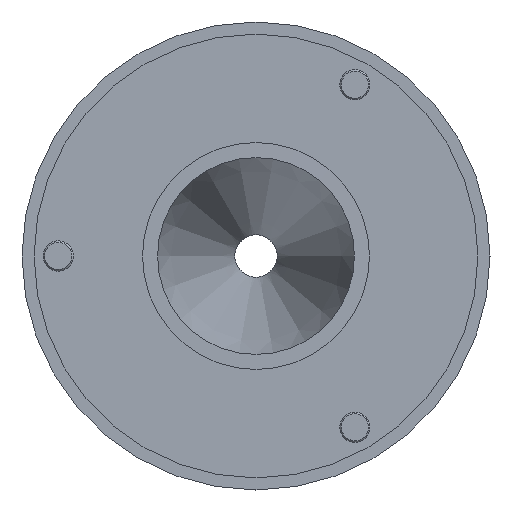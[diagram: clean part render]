
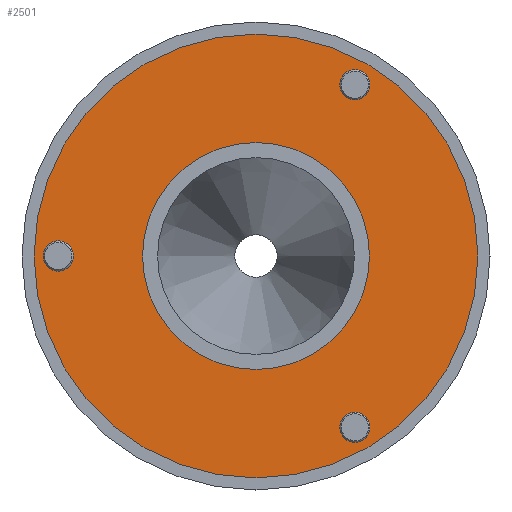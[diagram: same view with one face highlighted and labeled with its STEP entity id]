
A CAD part, front view. The second image highlights one B-rep face of the part: STEP entity #2501.
In plain terms, the highlighted planar face has unit normal (0, -1, 0).
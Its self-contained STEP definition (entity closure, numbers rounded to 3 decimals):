
#185=FACE_BOUND($,#593,.T.);
#186=FACE_BOUND($,#594,.T.);
#187=FACE_BOUND($,#595,.T.);
#188=FACE_BOUND($,#596,.T.);
#189=FACE_BOUND($,#597,.T.);
#257=CIRCLE($,#2621,5.);
#260=CIRCLE($,#2627,5.);
#263=CIRCLE($,#2633,5.);
#282=CIRCLE($,#2704,73.496);
#283=CIRCLE($,#2706,37.59);
#593=EDGE_LOOP($,(#1907));
#594=EDGE_LOOP($,(#1908));
#595=EDGE_LOOP($,(#1909));
#596=EDGE_LOOP($,(#1910));
#597=EDGE_LOOP($,(#1911));
#1094=VERTEX_POINT($,#3650);
#1097=VERTEX_POINT($,#3659);
#1100=VERTEX_POINT($,#3668);
#1167=VERTEX_POINT($,#3886);
#1168=VERTEX_POINT($,#3889);
#1354=EDGE_CURVE($,#1094,#1094,#257,.T.);
#1357=EDGE_CURVE($,#1097,#1097,#260,.T.);
#1360=EDGE_CURVE($,#1100,#1100,#263,.T.);
#1451=EDGE_CURVE($,#1167,#1167,#282,.T.);
#1452=EDGE_CURVE($,#1168,#1168,#283,.T.);
#1907=ORIENTED_EDGE($,*,*,#1360,.T.);
#1908=ORIENTED_EDGE($,*,*,#1354,.T.);
#1909=ORIENTED_EDGE($,*,*,#1357,.T.);
#1910=ORIENTED_EDGE($,*,*,#1451,.T.);
#1911=ORIENTED_EDGE($,*,*,#1452,.F.);
#2347=PLANE($,#2705);
#2501=ADVANCED_FACE($,(#185,#186,#187,#188,#189),#2347,.T.);
#2621=AXIS2_PLACEMENT_3D($,#3651,#2961,#2962);
#2627=AXIS2_PLACEMENT_3D($,#3660,#2973,#2974);
#2633=AXIS2_PLACEMENT_3D($,#3669,#2985,#2986);
#2704=AXIS2_PLACEMENT_3D($,#3887,#3183,#3184);
#2705=AXIS2_PLACEMENT_3D($,#3888,#3185,#3186);
#2706=AXIS2_PLACEMENT_3D($,#3890,#3187,#3188);
#2961=DIRECTION('center_axis',(0.,1.,0.));
#2962=DIRECTION('ref_axis',(-1.,0.,0.));
#2973=DIRECTION('center_axis',(0.,1.,0.));
#2974=DIRECTION('ref_axis',(-1.,0.,0.));
#2985=DIRECTION('center_axis',(0.,1.,0.));
#2986=DIRECTION('ref_axis',(-1.,0.,0.));
#3183=DIRECTION('center_axis',(0.,-1.,0.));
#3184=DIRECTION('ref_axis',(1.,0.,0.));
#3185=DIRECTION('center_axis',(0.,-1.,0.));
#3186=DIRECTION('ref_axis',(0.,0.,-1.));
#3187=DIRECTION('center_axis',(0.,-1.,0.));
#3188=DIRECTION('ref_axis',(1.,0.,0.));
#3650=CARTESIAN_POINT('',(37.75,8.421,-56.725));
#3651=CARTESIAN_POINT('Origin',(32.75,8.421,-56.725));
#3659=CARTESIAN_POINT('',(37.75,8.421,56.725));
#3660=CARTESIAN_POINT('Origin',(32.75,8.421,56.725));
#3668=CARTESIAN_POINT('',(-60.5,8.421,0.));
#3669=CARTESIAN_POINT('Origin',(-65.5,8.421,0.));
#3886=CARTESIAN_POINT('',(73.496,8.421,0.));
#3887=CARTESIAN_POINT('Origin',(0.,8.421,0.));
#3888=CARTESIAN_POINT('Origin',(37.59,8.421,0.));
#3889=CARTESIAN_POINT('',(37.59,8.421,0.));
#3890=CARTESIAN_POINT('Origin',(0.,8.421,0.));
